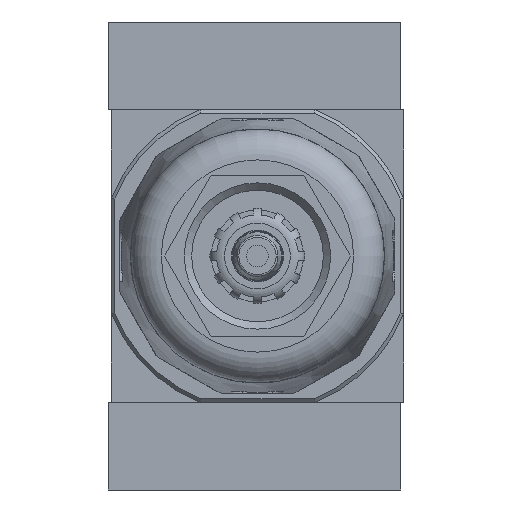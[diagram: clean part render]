
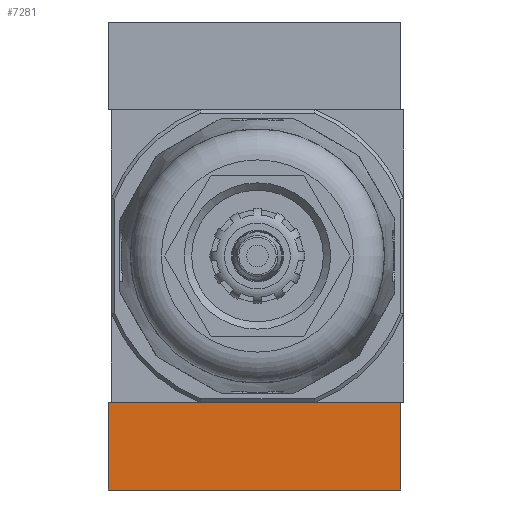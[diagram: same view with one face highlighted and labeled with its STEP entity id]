
A CAD part, front view. The second image highlights one B-rep face of the part: STEP entity #7281.
In plain terms, the highlighted face is planar.
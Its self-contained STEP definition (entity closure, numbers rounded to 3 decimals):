
#396=LINE('',#11335,#806);
#401=LINE('',#11349,#811);
#403=LINE('',#11353,#813);
#404=LINE('',#11354,#814);
#806=VECTOR('',#8966,1000.);
#811=VECTOR('',#8979,1000.);
#813=VECTOR('',#8983,1000.);
#814=VECTOR('',#8984,1000.);
#1107=PLANE('',#7803);
#2197=ORIENTED_EDGE('',*,*,#3490,.T.);
#2198=ORIENTED_EDGE('',*,*,#3481,.F.);
#2199=ORIENTED_EDGE('',*,*,#3491,.F.);
#2200=ORIENTED_EDGE('',*,*,#3488,.T.);
#3481=EDGE_CURVE('',#4201,#4198,#396,.T.);
#3488=EDGE_CURVE('',#4207,#4206,#401,.T.);
#3490=EDGE_CURVE('',#4206,#4198,#403,.T.);
#3491=EDGE_CURVE('',#4207,#4201,#404,.T.);
#4198=VERTEX_POINT('',#11329);
#4201=VERTEX_POINT('',#11334);
#4206=VERTEX_POINT('',#11348);
#4207=VERTEX_POINT('',#11350);
#5029=EDGE_LOOP('',(#2197,#2198,#2199,#2200));
#5539=FACE_BOUND('',#5029,.T.);
#7281=ADVANCED_FACE('',(#5539),#1107,.F.);
#7803=AXIS2_PLACEMENT_3D('',#11352,#8981,#8982);
#8966=DIRECTION('',(0.,0.,-1.));
#8979=DIRECTION('',(0.,0.,-1.));
#8981=DIRECTION('',(0.,-1.,0.));
#8982=DIRECTION('',(0.,0.,-1.));
#8983=DIRECTION('',(-1.,0.,0.));
#8984=DIRECTION('',(-1.,0.,0.));
#11329=CARTESIAN_POINT('',(-20.,10.,-6.));
#11334=CARTESIAN_POINT('',(-20.,10.,6.));
#11335=CARTESIAN_POINT('',(-20.,10.,6.));
#11348=CARTESIAN_POINT('',(20.,10.,-6.));
#11349=CARTESIAN_POINT('',(20.,10.,6.));
#11350=CARTESIAN_POINT('',(20.,10.,6.));
#11352=CARTESIAN_POINT('',(20.,10.,6.));
#11353=CARTESIAN_POINT('',(20.,10.,-6.));
#11354=CARTESIAN_POINT('',(20.,10.,6.));
